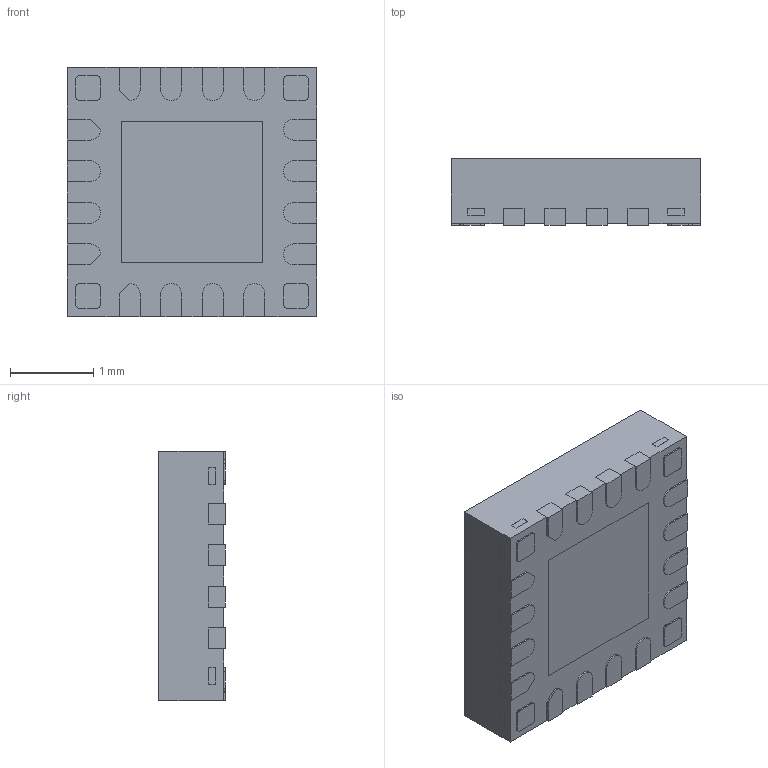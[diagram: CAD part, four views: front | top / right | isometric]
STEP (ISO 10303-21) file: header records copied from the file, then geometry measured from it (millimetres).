
FILE_DESCRIPTION (( 'STEP AP214' ), '1' );
FILE_NAME ('EFM8UB10F8G-C-QFN20R.STEP', '2018-03-14T09:00:28', ( '' ), ( '' ), 'SwSTEP 2.0', 'SolidWorks 2017', '' );
FILE_SCHEMA (( 'AUTOMOTIVE_DESIGN' ));
Length unit declared in the file: millimetre
Products named in the file (1): EFM8UB10F8G-C-QFN20R
Bounding box: 3 x 0.8 x 3 mm (x, y, z)
Volume: 7.1 mm3; surface area: 46 mm2
Topology: 30 solids, 30 shells, 358 faces, 852 edges, 568 vertices
Faces by surface type: plane 286, cylinder 72
Entity records: 10555 total; most frequent: CARTESIAN_POINT 1779, DIRECTION 1714, ORIENTED_EDGE 1704, EDGE_CURVE 852, VECTOR 708, LINE 708, VERTEX_POINT 568, AXIS2_PLACEMENT_3D 503
